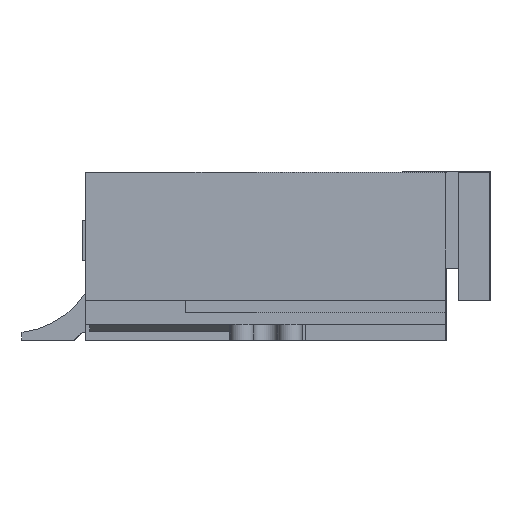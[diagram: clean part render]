
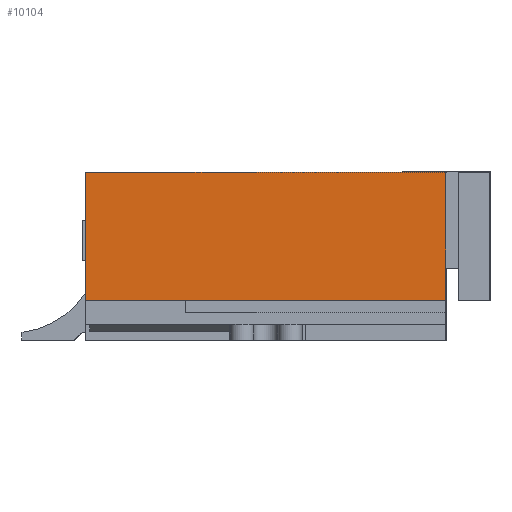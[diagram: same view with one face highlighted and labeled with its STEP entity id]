
A CAD part, left-side view. The second image highlights one B-rep face of the part: STEP entity #10104.
In plain terms, the highlighted planar face has unit normal (-1, 0, 0).
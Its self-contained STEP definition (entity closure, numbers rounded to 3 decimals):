
#10104=ADVANCED_FACE('',(#17900),#17902,.F.);
#17900=FACE_BOUND('',#17901,.T.);
#17901=EDGE_LOOP('',(#24711,#24712,#24713,#24714));
#17902=PLANE('',#17903);
#17903=AXIS2_PLACEMENT_3D('',#17904,#17905,#17906);
#17904=CARTESIAN_POINT('',(-2.4,0.,0.));
#17905=DIRECTION('',(1.,0.,0.));
#17906=DIRECTION('',(0.,1.,0.));
#24711=ORIENTED_EDGE('',*,*,#28117,.F.);
#24712=ORIENTED_EDGE('',*,*,#28114,.F.);
#24713=ORIENTED_EDGE('',*,*,#28111,.F.);
#24714=ORIENTED_EDGE('',*,*,#28107,.F.);
#28107=EDGE_CURVE('',#33688,#33689,#33690,.T.);
#28111=EDGE_CURVE('',#33689,#33696,#33697,.T.);
#28114=EDGE_CURVE('',#33696,#33701,#33702,.T.);
#28117=EDGE_CURVE('',#33701,#33688,#33706,.T.);
#33688=VERTEX_POINT('',#46293);
#33689=VERTEX_POINT('',#46294);
#33690=LINE('',#46295,#46296);
#33696=VERTEX_POINT('',#46309);
#33697=LINE('',#46310,#46311);
#33701=VERTEX_POINT('',#46320);
#33702=LINE('',#46321,#46322);
#33706=LINE('',#46331,#46332);
#46293=CARTESIAN_POINT('',(-2.4,-5.25,0.5));
#46294=CARTESIAN_POINT('',(-2.4,-0.75,0.5));
#46295=CARTESIAN_POINT('',(-2.4,-5.25,0.5));
#46296=VECTOR('',#46297,1.);
#46297=DIRECTION('',(0.,1.,0.));
#46309=CARTESIAN_POINT('',(-2.4,-0.75,2.1));
#46310=CARTESIAN_POINT('',(-2.4,-0.75,0.5));
#46311=VECTOR('',#46312,1.);
#46312=DIRECTION('',(0.,0.,1.));
#46320=CARTESIAN_POINT('',(-2.4,-5.25,2.1));
#46321=CARTESIAN_POINT('',(-2.4,-0.75,2.1));
#46322=VECTOR('',#46323,1.);
#46323=DIRECTION('',(0.,-1.,0.));
#46331=CARTESIAN_POINT('',(-2.4,-5.25,2.1));
#46332=VECTOR('',#46333,1.);
#46333=DIRECTION('',(0.,0.,-1.));
